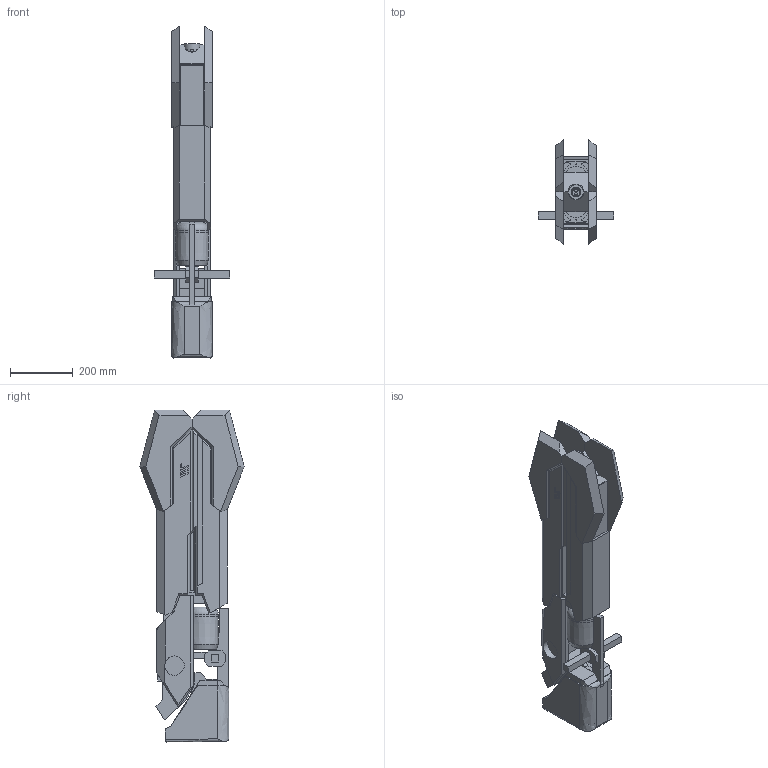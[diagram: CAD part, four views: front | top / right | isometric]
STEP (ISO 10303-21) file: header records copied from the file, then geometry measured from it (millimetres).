
FILE_DESCRIPTION(/* description */ ('','CAx-IF Rec.Pracs.---Representation and Presentation of Product Manufacturing Information (PMI)---4.0---2014-10-13'),/* implementation_level */ '2;1');
FILE_NAME(/* name */ 'Railgun Sword of Light Redesign 1 v4.step',/* time_stamp */ '2025-01-30T00:44:51+11:00',/* author */ (''),/* organization */ (''),/* preprocessor_version */ 'ST-DEVELOPER v20',/* originating_system */ 'Autodesk Translation Framework v13.20.0.188',/* authorisation */ '');
FILE_SCHEMA (('AP242_MANAGED_MODEL_BASED_3D_ENGINEERING_MIM_LF { 1 0 10303 442 1 1 4 }'));
Products named in the file (19): Railgun: Sword of Light Redesign 1; Railgun Barrel; Copper Rails; LED strip; Muzzle; Capacitors; Capacitor; Capacitor shell; Main Frame; Outer shell; Lower Right Panel; Upper Left Panel; Upper Right Panel; Lower Shell segment; Lower Left Panel; Upper Shell segment; Gun Stock; Magazine; Railgun Charger Module v2
Assembly tree (18 placements, depth 3):
  Railgun: Sword of Light Redesign 1
    Railgun Barrel
      Copper Rails
      LED strip
      Muzzle
    Capacitors
      Capacitor
      Capacitor shell
    Main Frame
    Outer shell
      Lower Right Panel
      Upper Left Panel
      Upper Right Panel
      Lower Shell segment
      Lower Left Panel
      Upper Shell segment
    Gun Stock
    Magazine
    Railgun Charger Module v2
Bounding box: 240 x 332.52 x 1058.3 mm (x, y, z)
Volume: 18074485.3 mm3; surface area: 3589078 mm2
Topology: 44 solids, 44 shells, 2164 faces, 5747 edges, 3755 vertices
Faces by surface type: plane 1739, cylinder 330, bspline 62, cone 24, torus 9
Full cylindrical faces by diameter (mm): 1 x36, 1.5 x1, 3 x12, 3.2 x8, 4.901 x16, 5.6 x4, 7.247 x3, 7.518 x3, 9.84 x16, 12.143 x8, 13 x8, 16.515 x3, 17.4 x8, 30 x10, 40 x8, 46 x2, 49 x4, 50 x5, 62 x2, 75 x8
Entity records: 70142 total; most frequent: CARTESIAN_POINT 14735, ORIENTED_EDGE 11480, DIRECTION 10970, EDGE_CURVE 5740, LINE 4488, VECTOR 4488, VERTEX_POINT 3755, AXIS2_PLACEMENT_3D 3241
